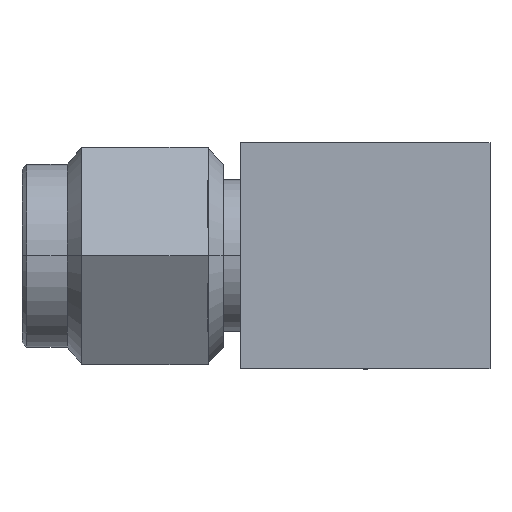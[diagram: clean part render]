
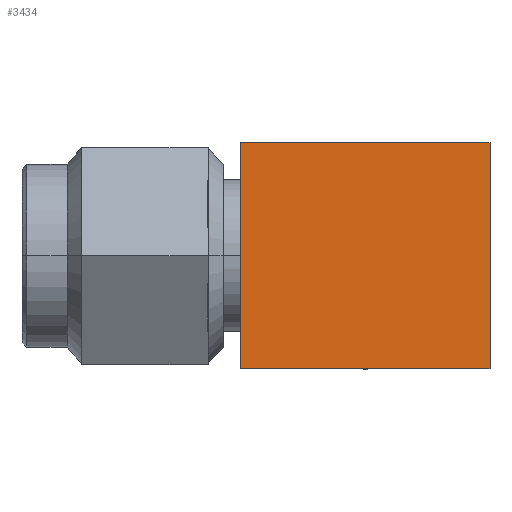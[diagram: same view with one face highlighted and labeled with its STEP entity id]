
A CAD part, top view. The second image highlights one B-rep face of the part: STEP entity #3434.
In plain terms, the highlighted planar face has unit normal (0, 0, 1).
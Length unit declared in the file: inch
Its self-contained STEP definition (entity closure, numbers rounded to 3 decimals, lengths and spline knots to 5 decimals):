
#8 = CARTESIAN_POINT ( 'NONE',  ( 0.25925, 0.187, 0.187 ) ) ;
#16 = CARTESIAN_POINT ( 'NONE',  ( -0.15375, -0.187, 0.187 ) ) ;
#82 = PLANE ( 'NONE',  #3284 ) ;
#83 = CARTESIAN_POINT ( 'NONE',  ( -0.15375, 0.187, 0.187 ) ) ;
#94 = CARTESIAN_POINT ( 'NONE',  ( 0.25925, 0.187, 0.187 ) ) ;
#108 = CARTESIAN_POINT ( 'NONE',  ( 0.25925, -0.187, 0.187 ) ) ;
#119 = DIRECTION ( 'NONE',  ( 0., 0., -1. ) ) ;
#132 = DIRECTION ( 'NONE',  ( 0., 1., 0. ) ) ;
#1102 = EDGE_LOOP ( 'NONE', ( #3648, #3738, #3734, #3855 ) ) ;
#1350 = VECTOR ( 'NONE', #2554, 39.37008 ) ;
#1483 = VECTOR ( 'NONE', #2872, 39.37008 ) ;
#1492 = LINE ( 'NONE', #2908, #1483 ) ;
#1502 = VECTOR ( 'NONE', #2654, 39.37008 ) ;
#1509 = LINE ( 'NONE', #2537, #1502 ) ;
#1510 = VECTOR ( 'NONE', #2455, 39.37008 ) ;
#1518 = LINE ( 'NONE', #2767, #1350 ) ;
#1521 = LINE ( 'NONE', #2481, #1510 ) ;
#2188 = FACE_OUTER_BOUND ( 'NONE', #1102, .T. ) ;
#2455 = DIRECTION ( 'NONE',  ( -1., 0., 0. ) ) ;
#2481 = CARTESIAN_POINT ( 'NONE',  ( 0.25925, 0.187, 0.187 ) ) ;
#2537 = CARTESIAN_POINT ( 'NONE',  ( 0.25925, 0.187, 0.187 ) ) ;
#2554 = DIRECTION ( 'NONE',  ( -1., 0., 0. ) ) ;
#2654 = DIRECTION ( 'NONE',  ( 0., -1., 0. ) ) ;
#2719 = EDGE_CURVE ( 'NONE', #3875, #3810, #1509, .T. ) ;
#2752 = EDGE_CURVE ( 'NONE', #3814, #3885, #1492, .T. ) ;
#2767 = CARTESIAN_POINT ( 'NONE',  ( 0.25925, -0.187, 0.187 ) ) ;
#2798 = EDGE_CURVE ( 'NONE', #3875, #3814, #1521, .T. ) ;
#2803 = EDGE_CURVE ( 'NONE', #3810, #3885, #1518, .T. ) ;
#2872 = DIRECTION ( 'NONE',  ( 0., -1., 0. ) ) ;
#2908 = CARTESIAN_POINT ( 'NONE',  ( -0.15375, 0.187, 0.187 ) ) ;
#3284 = AXIS2_PLACEMENT_3D ( 'NONE', #94, #119, #132 ) ;
#3434 = ADVANCED_FACE ( 'NONE', ( #2188 ), #82, .F. ) ;
#3648 = ORIENTED_EDGE ( 'NONE', *, *, #2752, .T. ) ;
#3734 = ORIENTED_EDGE ( 'NONE', *, *, #2719, .F. ) ;
#3738 = ORIENTED_EDGE ( 'NONE', *, *, #2803, .F. ) ;
#3810 = VERTEX_POINT ( 'NONE', #108 ) ;
#3814 = VERTEX_POINT ( 'NONE', #83 ) ;
#3855 = ORIENTED_EDGE ( 'NONE', *, *, #2798, .T. ) ;
#3875 = VERTEX_POINT ( 'NONE', #8 ) ;
#3885 = VERTEX_POINT ( 'NONE', #16 ) ;
